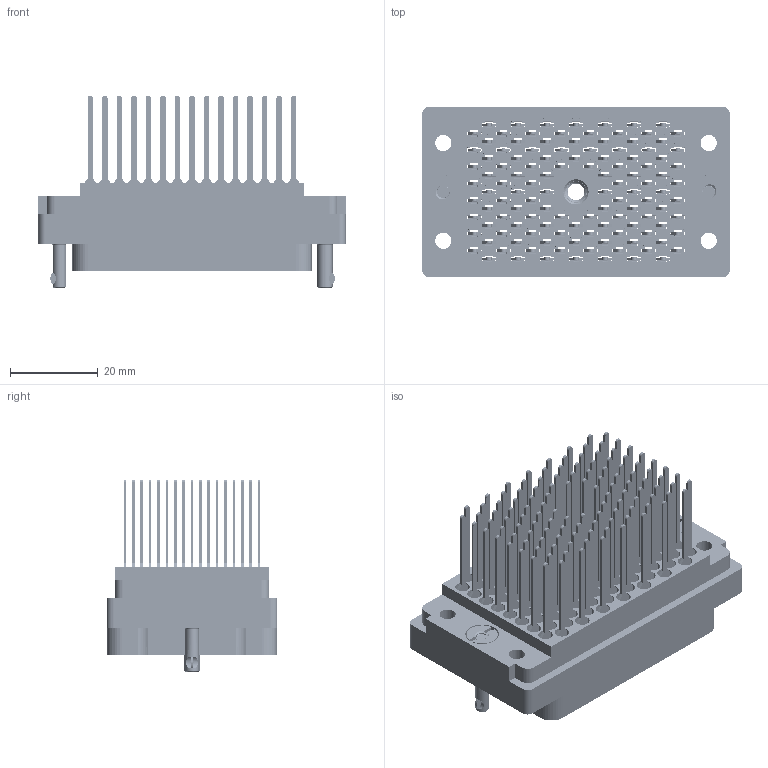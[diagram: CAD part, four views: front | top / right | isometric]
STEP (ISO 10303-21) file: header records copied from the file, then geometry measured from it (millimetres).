
FILE_DESCRIPTION (( 'STEP AP203' ), '1' );
FILE_NAME ('516-120-542-102.STEP', '2020-03-11T11:55:40', ( '' ), ( '' ), 'SwSTEP 2.0', 'SolidWorks 2016', '' );
FILE_SCHEMA (( 'CONFIG_CONTROL_DESIGN' ));
Length unit declared in the file: inch
Products named in the file (7): 516-120-542-102; 516-252-095-100; 516 Plug Insulator_120; 516-222-090-102_091; 516-292-001_542 Contact; 516-252-091-102; 516-222-090-102_090
Assembly tree (126 placements, depth 2):
  516-120-542-102
    516 Plug Insulator_120
    516-292-001_542 Contact  x120
    516-252-091-102  x2
    516-222-090-102_090
    516-252-095-100
    516-222-090-102_091
Bounding box: 69.85 x 38.73 x 43.81 mm (x, y, z)
Volume: 25803.1 mm3; surface area: 55275.4 mm2
Topology: 126 solids, 126 shells, 11243 faces, 32619 edges, 21647 vertices
Faces by surface type: plane 6894, cylinder 3543, bspline 756, cone 46, torus 4
Entity records: 100524 total; most frequent: CARTESIAN_POINT 23875, ORIENTED_EDGE 15578, DIRECTION 14858, EDGE_CURVE 7789, LINE 5718, VECTOR 5718, VERTEX_POINT 5173, AXIS2_PLACEMENT_3D 4570
